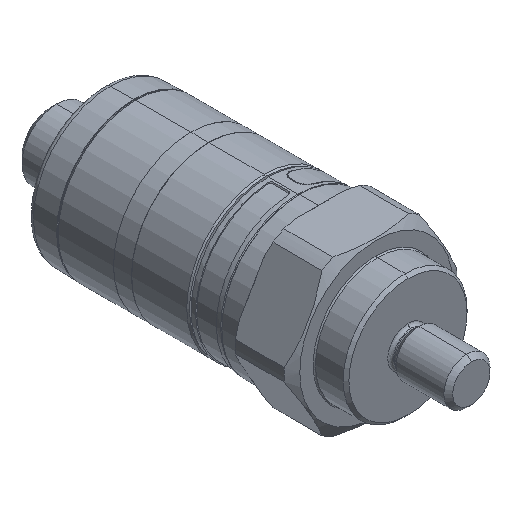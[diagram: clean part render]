
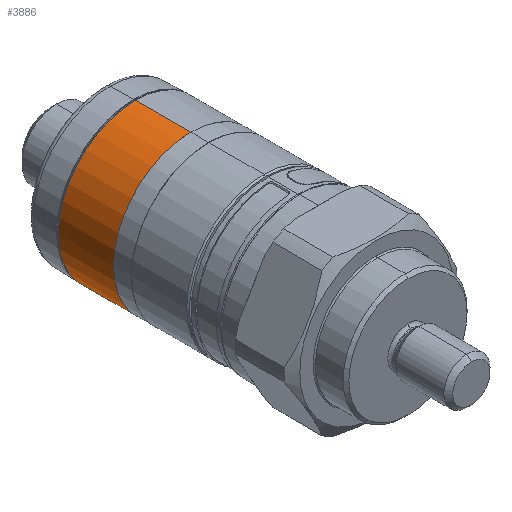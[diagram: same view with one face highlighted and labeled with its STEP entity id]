
A CAD part, isometric view. The second image highlights one B-rep face of the part: STEP entity #3886.
In plain terms, the highlighted cylindrical face has radius 13.435 mm (diameter 26.87 mm), a partial arc.
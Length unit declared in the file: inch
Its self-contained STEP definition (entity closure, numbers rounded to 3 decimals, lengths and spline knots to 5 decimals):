
#304 = CARTESIAN_POINT ( 'NONE',  ( 0., 2.29375, 0. ) ) ;
#465 = VECTOR ( 'NONE', #3706, 39.37008 ) ;
#540 = CIRCLE ( 'NONE', #4227, 0.52894 ) ;
#559 = CARTESIAN_POINT ( 'NONE',  ( 0., 2.10495, 0. ) ) ;
#775 = DIRECTION ( 'NONE',  ( 0., 0., -1. ) ) ;
#886 = CARTESIAN_POINT ( 'NONE',  ( 0., 2.10495, -0.52894 ) ) ;
#963 = CARTESIAN_POINT ( 'NONE',  ( 0., 2.29375, -0.52894 ) ) ;
#975 = CARTESIAN_POINT ( 'NONE',  ( 0., 1.91614, 0.52894 ) ) ;
#977 = DIRECTION ( 'NONE',  ( 0., -1., 0. ) ) ;
#988 = ORIENTED_EDGE ( 'NONE', *, *, #1962, .T. ) ;
#1125 = EDGE_CURVE ( 'NONE', #4699, #3918, #2412, .T. ) ;
#1279 = CYLINDRICAL_SURFACE ( 'NONE', #2803, 0.52894 ) ;
#1390 = ORIENTED_EDGE ( 'NONE', *, *, #4863, .T. ) ;
#1551 = EDGE_CURVE ( 'NONE', #2661, #4699, #2118, .T. ) ;
#1690 = LINE ( 'NONE', #886, #3625 ) ;
#1865 = DIRECTION ( 'NONE',  ( 0., -1., 0. ) ) ;
#1962 = EDGE_CURVE ( 'NONE', #2771, #3918, #1690, .T. ) ;
#2050 = DIRECTION ( 'NONE',  ( 0., -1., 0. ) ) ;
#2118 = LINE ( 'NONE', #3975, #465 ) ;
#2267 = EDGE_LOOP ( 'NONE', ( #3784, #1390, #988, #4488 ) ) ;
#2412 = CIRCLE ( 'NONE', #4304, 0.52894 ) ;
#2464 = DIRECTION ( 'NONE',  ( 0., -1., 0. ) ) ;
#2661 = VERTEX_POINT ( 'NONE', #3256 ) ;
#2771 = VERTEX_POINT ( 'NONE', #963 ) ;
#2803 = AXIS2_PLACEMENT_3D ( 'NONE', #559, #2050, #3692 ) ;
#3123 = CARTESIAN_POINT ( 'NONE',  ( 0., 1.91614, -0.52894 ) ) ;
#3256 = CARTESIAN_POINT ( 'NONE',  ( 0., 2.29375, 0.52894 ) ) ;
#3257 = FACE_OUTER_BOUND ( 'NONE', #2267, .T. ) ;
#3592 = CARTESIAN_POINT ( 'NONE',  ( 0., 1.91614, 0. ) ) ;
#3625 = VECTOR ( 'NONE', #977, 39.37008 ) ;
#3692 = DIRECTION ( 'NONE',  ( 0., 0., -1. ) ) ;
#3695 = DIRECTION ( 'NONE',  ( 0., 0., -1. ) ) ;
#3706 = DIRECTION ( 'NONE',  ( 0., -1., 0. ) ) ;
#3784 = ORIENTED_EDGE ( 'NONE', *, *, #1551, .F. ) ;
#3886 = ADVANCED_FACE ( 'NONE', ( #3257 ), #1279, .T. ) ;
#3918 = VERTEX_POINT ( 'NONE', #3123 ) ;
#3975 = CARTESIAN_POINT ( 'NONE',  ( 0., 2.10495, 0.52894 ) ) ;
#4227 = AXIS2_PLACEMENT_3D ( 'NONE', #304, #1865, #775 ) ;
#4304 = AXIS2_PLACEMENT_3D ( 'NONE', #3592, #2464, #3695 ) ;
#4488 = ORIENTED_EDGE ( 'NONE', *, *, #1125, .F. ) ;
#4699 = VERTEX_POINT ( 'NONE', #975 ) ;
#4863 = EDGE_CURVE ( 'NONE', #2661, #2771, #540, .T. ) ;
